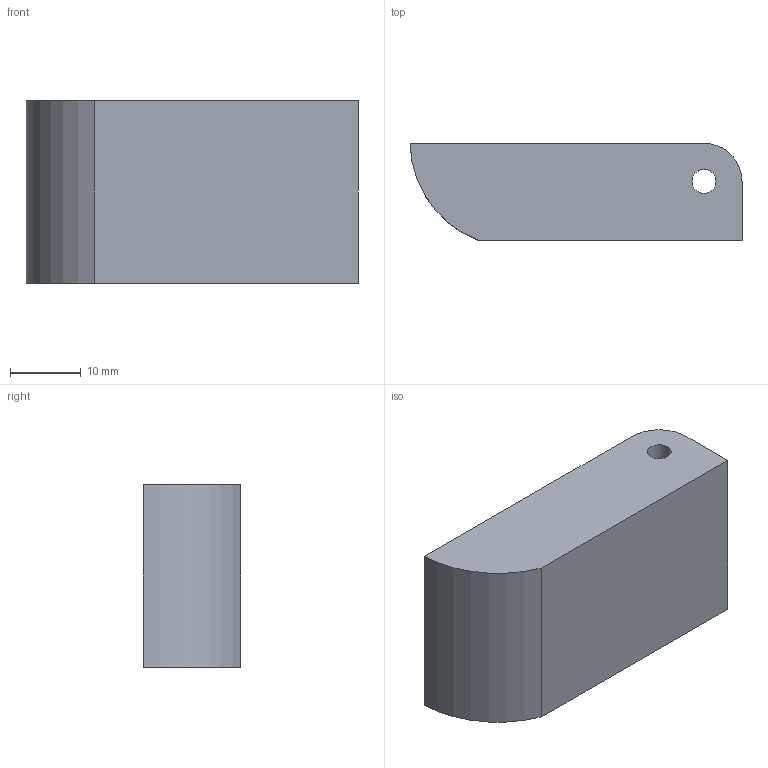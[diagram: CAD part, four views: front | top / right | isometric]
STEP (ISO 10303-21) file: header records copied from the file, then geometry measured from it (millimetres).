
FILE_DESCRIPTION(/* description */ ('STEP AP242','CAx-IF Rec.Pracs.---Representation and Presentation of Product Manufacturing Information (PMI)---4.0---2014-10-13','CAx-IF Rec.Pracs.---3D Tessellated Geometry---0.4---2014-09-14','2;1'),/* implementation_level */ '2;1');
FILE_NAME(/* name */ 'Case - standoff 2',/* time_stamp */ '2024-07-06T20:23:06Z',/* author */ (''),/* organization */ (''),/* preprocessor_version */ 'ST-DEVELOPER v20',/* originating_system */ ' ',/* authorisation */ ' ');
FILE_SCHEMA (('AP242_MANAGED_MODEL_BASED_3D_ENGINEERING_MIM_LF { 1 0 10303 442 1 1 4 }'));
Length unit declared in the file: metre
Products named in the file (1): standoff 2
Bounding box: 46.97 x 13.72 x 25.8 mm (x, y, z)
Volume: 14827.6 mm3; surface area: 4547.6 mm2
Topology: 1 solids, 1 shells, 10 faces, 23 edges, 16 vertices
Faces by surface type: plane 6, cylinder 4
Full cylindrical faces by diameter (mm): 3.4 x1, 8 x1
Entity records: 289 total; most frequent: DIRECTION 49, CARTESIAN_POINT 44, ORIENTED_EDGE 38, EDGE_CURVE 19, AXIS2_PLACEMENT_3D 19, EDGE_LOOP 15, FACE_BOUND 15, VERTEX_POINT 14
